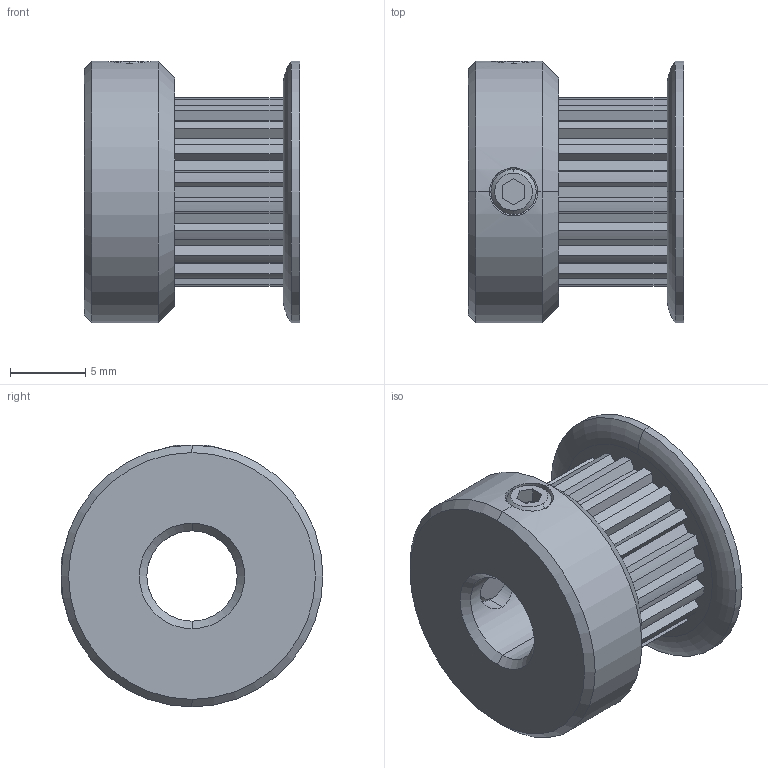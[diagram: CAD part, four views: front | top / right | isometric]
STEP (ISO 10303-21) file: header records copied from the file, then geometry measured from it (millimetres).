
FILE_DESCRIPTION (( 'STEP AP203' ), '1' );
FILE_NAME ('1375K119_MXL SERIES TIMING BELT PULLEY.STEP', '2021-08-14T06:02:12', ( '' ), ( '' ), 'SwSTEP 2.0', 'SolidWorks 2017', '' );
FILE_SCHEMA (( 'CONFIG_CONTROL_DESIGN' ));
Length unit declared in the file: millimetre
Products named in the file (1): 1375K119_MXL SERIES TIMING BELT PULLEY
Bounding box: 14.3 x 17.4 x 17.4 mm (x, y, z)
Volume: 2001.9 mm3; surface area: 1862.8 mm2
Topology: 3 solids, 3 shells, 134 faces, 360 edges, 234 vertices
Faces by surface type: plane 82, cylinder 34, cone 16, torus 2
Entity records: 4425 total; most frequent: CARTESIAN_POINT 933, ORIENTED_EDGE 720, DIRECTION 698, EDGE_CURVE 360, LINE 268, VECTOR 268, VERTEX_POINT 234, AXIS2_PLACEMENT_3D 215
